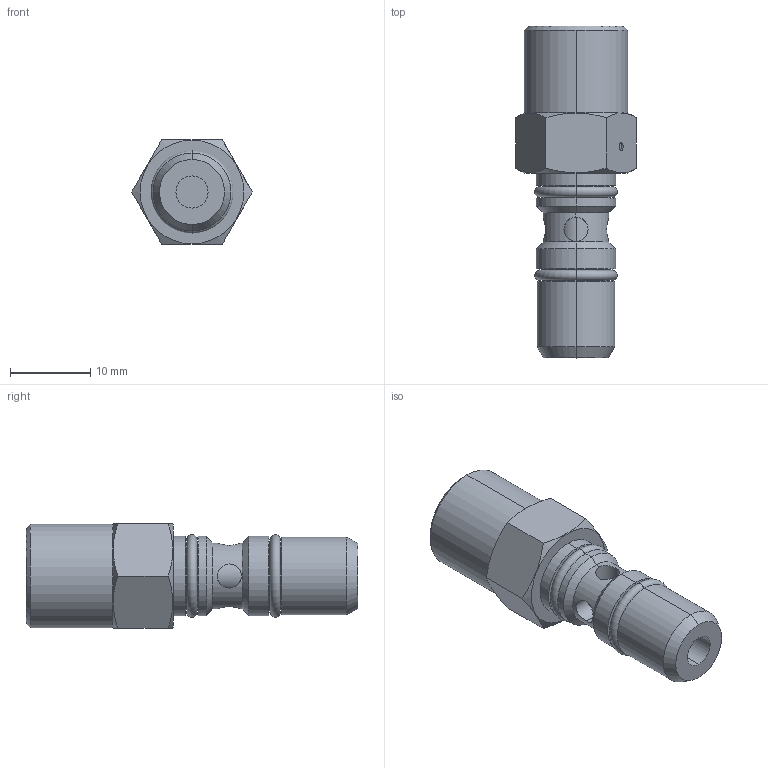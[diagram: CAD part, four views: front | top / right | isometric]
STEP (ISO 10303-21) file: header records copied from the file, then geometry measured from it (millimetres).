
FILE_DESCRIPTION (( 'STEP AP203' ), '1' );
FILE_NAME ('04350B01.STEP', '2011-05-06T15:24:10', ( '' ), ( 'sopra-pneumatic' ), 'SwSTEP 2.0', 'SolidWorks 2009', '' );
FILE_SCHEMA (( 'CONFIG_CONTROL_DESIGN' ));
Length unit declared in the file: millimetre
Products named in the file (1): 04350B01
Bounding box: 15.01 x 41.3 x 13 mm (x, y, z)
Volume: 3865.7 mm3; surface area: 2159.5 mm2
Topology: 1 solids, 1 shells, 82 faces, 194 edges, 112 vertices
Faces by surface type: cylinder 37, cone 22, torus 12, plane 11
Entity records: 2833 total; most frequent: CARTESIAN_POINT 917, DIRECTION 388, ORIENTED_EDGE 388, EDGE_CURVE 194, AXIS2_PLACEMENT_3D 161, VERTEX_POINT 112, EDGE_LOOP 88, FACE_OUTER_BOUND 82
